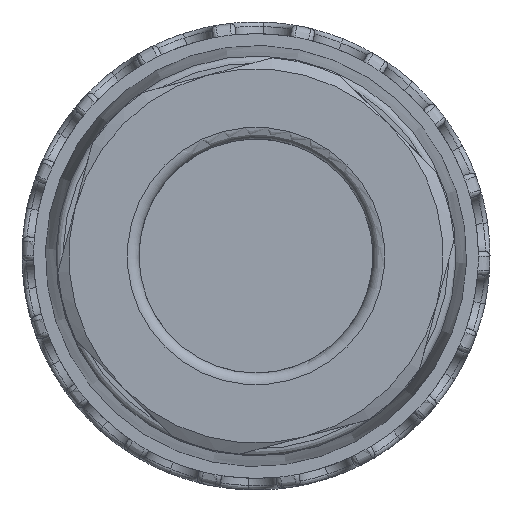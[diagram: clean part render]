
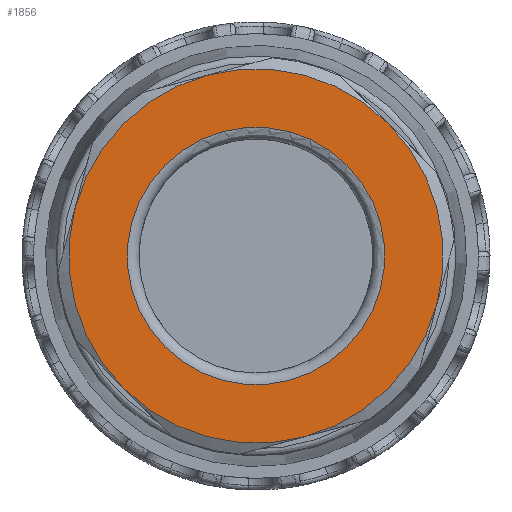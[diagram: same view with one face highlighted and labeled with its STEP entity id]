
A CAD part, front view. The second image highlights one B-rep face of the part: STEP entity #1856.
In plain terms, the highlighted planar face has unit normal (0, -1, 0).
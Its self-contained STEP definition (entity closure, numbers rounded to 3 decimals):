
#534=PLANE('',#6195);
#1856=ADVANCED_FACE('',(#2068,#2069),#534,.T.);
#2068=FACE_BOUND('',#2405,.T.);
#2069=FACE_BOUND('',#2406,.T.);
#2405=EDGE_LOOP('',(#3861));
#2406=EDGE_LOOP('',(#3862,#3863,#3864,#3865,#3866,#3867));
#3861=ORIENTED_EDGE('',*,*,#5393,.T.);
#3862=ORIENTED_EDGE('',*,*,#5364,.T.);
#3863=ORIENTED_EDGE('',*,*,#5366,.T.);
#3864=ORIENTED_EDGE('',*,*,#5374,.T.);
#3865=ORIENTED_EDGE('',*,*,#5378,.T.);
#3866=ORIENTED_EDGE('',*,*,#5384,.T.);
#3867=ORIENTED_EDGE('',*,*,#5390,.T.);
#4590=VERTEX_POINT('',#13493);
#4591=VERTEX_POINT('',#13495);
#4592=VERTEX_POINT('',#13502);
#4595=VERTEX_POINT('',#13526);
#4598=VERTEX_POINT('',#13536);
#4601=VERTEX_POINT('',#13553);
#4604=VERTEX_POINT('',#13580);
#5364=EDGE_CURVE('',#4591,#4590,#5745,.T.);
#5366=EDGE_CURVE('',#4590,#4592,#5746,.T.);
#5374=EDGE_CURVE('',#4592,#4595,#5748,.T.);
#5378=EDGE_CURVE('',#4595,#4598,#5750,.T.);
#5384=EDGE_CURVE('',#4598,#4601,#5752,.T.);
#5390=EDGE_CURVE('',#4601,#4591,#5754,.T.);
#5393=EDGE_CURVE('',#4604,#4604,#5755,.T.);
#5745=CIRCLE('',#6174,8.);
#5746=CIRCLE('',#6176,8.);
#5748=CIRCLE('',#6180,8.);
#5750=CIRCLE('',#6184,8.);
#5752=CIRCLE('',#6188,8.);
#5754=CIRCLE('',#6192,8.);
#5755=CIRCLE('',#6194,5.5);
#6174=AXIS2_PLACEMENT_3D('',#13494,#7171,#7172);
#6176=AXIS2_PLACEMENT_3D('',#13501,#7175,#7176);
#6180=AXIS2_PLACEMENT_3D('',#13527,#7185,#7186);
#6184=AXIS2_PLACEMENT_3D('',#13535,#7195,#7196);
#6188=AXIS2_PLACEMENT_3D('',#13552,#7205,#7206);
#6192=AXIS2_PLACEMENT_3D('',#13569,#7215,#7216);
#6194=AXIS2_PLACEMENT_3D('',#13579,#7219,#7220);
#6195=AXIS2_PLACEMENT_3D('',#13581,#7221,#7222);
#7171=DIRECTION('',(0.,-1.,0.));
#7172=DIRECTION('',(0.707,0.,-0.707));
#7175=DIRECTION('',(0.,-1.,0.));
#7176=DIRECTION('',(0.707,0.,-0.707));
#7185=DIRECTION('',(0.,-1.,0.));
#7186=DIRECTION('',(0.707,0.,-0.707));
#7195=DIRECTION('',(0.,-1.,0.));
#7196=DIRECTION('',(0.707,0.,-0.707));
#7205=DIRECTION('',(0.,-1.,0.));
#7206=DIRECTION('',(0.707,0.,-0.707));
#7215=DIRECTION('',(0.,-1.,0.));
#7216=DIRECTION('',(0.707,0.,-0.707));
#7219=DIRECTION('',(0.,1.,0.));
#7220=DIRECTION('',(0.707,0.,-0.707));
#7221=DIRECTION('',(0.,-1.,0.));
#7222=DIRECTION('',(0.707,0.,-0.707));
#13493=CARTESIAN_POINT('',(27.641,-76.,5.657));
#13494=CARTESIAN_POINT('',(21.985,-76.,0.));
#13495=CARTESIAN_POINT('',(29.712,-76.,-2.071));
#13501=CARTESIAN_POINT('',(21.985,-76.,0.));
#13502=CARTESIAN_POINT('',(19.914,-76.,7.727));
#13526=CARTESIAN_POINT('',(14.257,-76.,2.071));
#13527=CARTESIAN_POINT('',(21.985,-76.,0.));
#13535=CARTESIAN_POINT('',(21.985,-76.,0.));
#13536=CARTESIAN_POINT('',(16.328,-76.,-5.657));
#13552=CARTESIAN_POINT('',(21.985,-76.,0.));
#13553=CARTESIAN_POINT('',(24.055,-76.,-7.727));
#13569=CARTESIAN_POINT('',(21.985,-76.,0.));
#13579=CARTESIAN_POINT('',(21.985,-76.,0.));
#13580=CARTESIAN_POINT('',(25.874,-76.,-3.889));
#13581=CARTESIAN_POINT('',(15.974,-76.,6.01));
